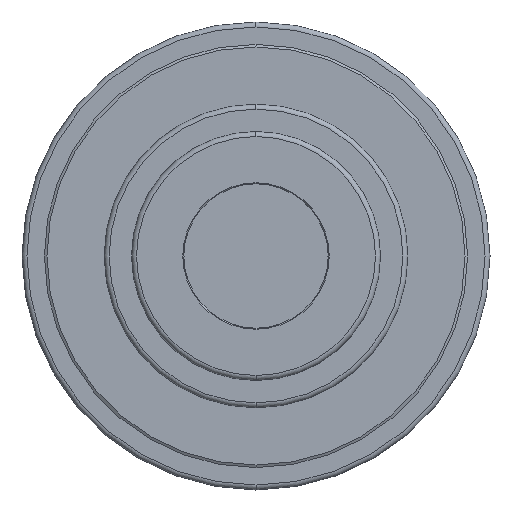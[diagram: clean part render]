
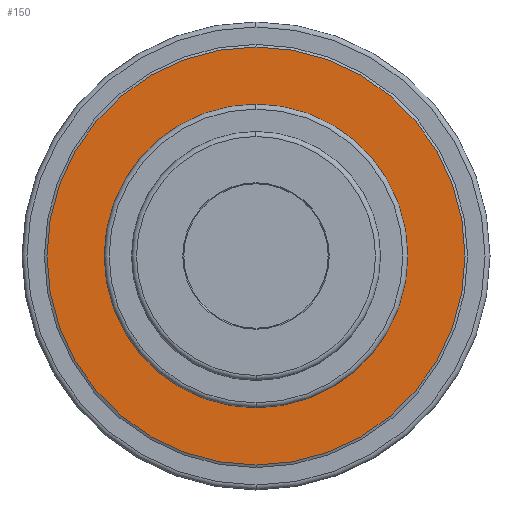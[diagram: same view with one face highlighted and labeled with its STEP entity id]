
A CAD part, left-side view. The second image highlights one B-rep face of the part: STEP entity #150.
In plain terms, the highlighted planar face has unit normal (-1, 0, 0).
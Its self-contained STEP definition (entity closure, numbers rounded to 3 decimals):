
#51 = CARTESIAN_POINT ( 'NONE',  ( 9., 0., 30.5 ) ) ;
#52 = DIRECTION ( 'NONE',  ( 0., 0., -1. ) ) ;
#60 = EDGE_LOOP ( 'NONE', ( #1491, #1095 ) ) ;
#100 = DIRECTION ( 'NONE',  ( 0., 0., 1. ) ) ;
#139 = VERTEX_POINT ( 'NONE', #1469 ) ;
#150 = ADVANCED_FACE ( 'NONE', ( #1413, #1228 ), #1296, .F. ) ;
#264 = CIRCLE ( 'NONE', #526, 30.5 ) ;
#273 = DIRECTION ( 'NONE',  ( -1., 0., 0. ) ) ;
#326 = CARTESIAN_POINT ( 'NONE',  ( 9., 0., 0. ) ) ;
#422 = AXIS2_PLACEMENT_3D ( 'NONE', #2203, #846, #52 ) ;
#526 = AXIS2_PLACEMENT_3D ( 'NONE', #966, #273, #100 ) ;
#615 = CARTESIAN_POINT ( 'NONE',  ( 9., 0., -41.98 ) ) ;
#660 = CIRCLE ( 'NONE', #1630, 41.98 ) ;
#694 = ORIENTED_EDGE ( 'NONE', *, *, #2066, .F. ) ;
#767 = EDGE_CURVE ( 'NONE', #1646, #2038, #660, .T. ) ;
#846 = DIRECTION ( 'NONE',  ( -1., 0., 0. ) ) ;
#882 = DIRECTION ( 'NONE',  ( 1., 0., 0. ) ) ;
#966 = CARTESIAN_POINT ( 'NONE',  ( 9., 0., 0. ) ) ;
#984 = AXIS2_PLACEMENT_3D ( 'NONE', #1735, #1772, #1475 ) ;
#990 = EDGE_LOOP ( 'NONE', ( #1989, #694 ) ) ;
#1031 = EDGE_CURVE ( 'NONE', #2038, #1646, #2010, .T. ) ;
#1057 = DIRECTION ( 'NONE',  ( 0., 0., -1. ) ) ;
#1095 = ORIENTED_EDGE ( 'NONE', *, *, #767, .T. ) ;
#1228 = FACE_BOUND ( 'NONE', #990, .T. ) ;
#1296 = PLANE ( 'NONE',  #1940 ) ;
#1413 = FACE_OUTER_BOUND ( 'NONE', #60, .T. ) ;
#1450 = CARTESIAN_POINT ( 'NONE',  ( 9., 0., 41.98 ) ) ;
#1469 = CARTESIAN_POINT ( 'NONE',  ( 9., 0., -30.5 ) ) ;
#1475 = DIRECTION ( 'NONE',  ( 0., 0., 1. ) ) ;
#1491 = ORIENTED_EDGE ( 'NONE', *, *, #1031, .T. ) ;
#1529 = CIRCLE ( 'NONE', #984, 30.5 ) ;
#1530 = DIRECTION ( 'NONE',  ( 0., 0., -1. ) ) ;
#1578 = CARTESIAN_POINT ( 'NONE',  ( 9., 30.5, 0. ) ) ;
#1630 = AXIS2_PLACEMENT_3D ( 'NONE', #326, #2114, #1530 ) ;
#1646 = VERTEX_POINT ( 'NONE', #1450 ) ;
#1701 = VERTEX_POINT ( 'NONE', #51 ) ;
#1735 = CARTESIAN_POINT ( 'NONE',  ( 9., 0., 0. ) ) ;
#1772 = DIRECTION ( 'NONE',  ( -1., 0., 0. ) ) ;
#1940 = AXIS2_PLACEMENT_3D ( 'NONE', #1578, #882, #1057 ) ;
#1989 = ORIENTED_EDGE ( 'NONE', *, *, #2053, .F. ) ;
#2010 = CIRCLE ( 'NONE', #422, 41.98 ) ;
#2038 = VERTEX_POINT ( 'NONE', #615 ) ;
#2053 = EDGE_CURVE ( 'NONE', #1701, #139, #264, .T. ) ;
#2066 = EDGE_CURVE ( 'NONE', #139, #1701, #1529, .T. ) ;
#2114 = DIRECTION ( 'NONE',  ( -1., 0., 0. ) ) ;
#2203 = CARTESIAN_POINT ( 'NONE',  ( 9., 0., 0. ) ) ;
